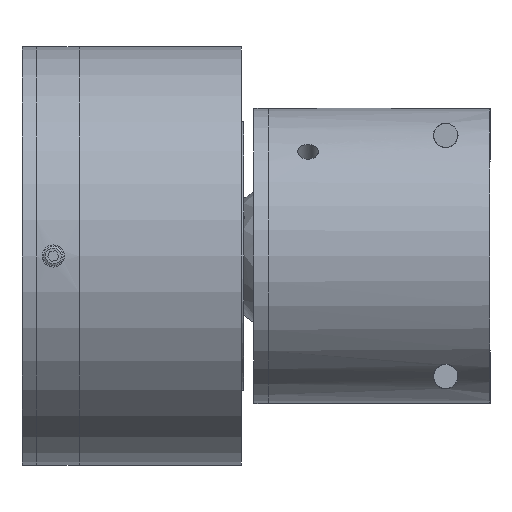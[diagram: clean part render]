
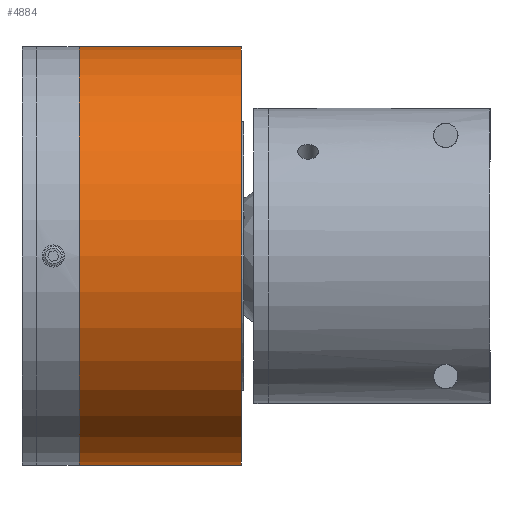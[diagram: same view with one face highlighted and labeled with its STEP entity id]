
A CAD part, front view. The second image highlights one B-rep face of the part: STEP entity #4884.
In plain terms, the highlighted cylindrical face has radius 42.5 mm (diameter 85 mm), a full revolution.
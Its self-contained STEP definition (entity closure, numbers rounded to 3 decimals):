
#298 = DIRECTION ( 'NONE',  ( 0., 0., 1. ) ) ;
#380 = DIRECTION ( 'NONE',  ( 1., 0., 0. ) ) ;
#486 = DIRECTION ( 'NONE',  ( -1., 0., 0. ) ) ;
#1062 = ORIENTED_EDGE ( 'NONE', *, *, #12462, .T. ) ;
#1263 = EDGE_CURVE ( 'NONE', #12653, #12653, #16998, .T. ) ;
#1659 = DIRECTION ( 'NONE',  ( -1., 0., 0. ) ) ;
#1757 = CARTESIAN_POINT ( 'NONE',  ( 8.5, 41.5, 9.165 ) ) ;
#1791 = CIRCLE ( 'NONE', #17370, 42.5 ) ;
#2502 = VERTEX_POINT ( 'NONE', #2699 ) ;
#2699 = CARTESIAN_POINT ( 'NONE',  ( 8.5, 0., 42.5 ) ) ;
#2731 = FACE_BOUND ( 'NONE', #15483, .T. ) ;
#2787 = CARTESIAN_POINT ( 'NONE',  ( 41.5, 0., 42.5 ) ) ;
#3394 = DIRECTION ( 'NONE',  ( -1., 0., 0. ) ) ;
#4884 = ADVANCED_FACE ( 'NONE', ( #2731, #8552, #14377 ), #12976, .T. ) ;
#4896 = EDGE_CURVE ( 'NONE', #13402, #7008, #8664, .T. ) ;
#4955 = DIRECTION ( 'NONE',  ( 0., 0., 1. ) ) ;
#5535 = VECTOR ( 'NONE', #380, 1000. ) ;
#6098 = ORIENTED_EDGE ( 'NONE', *, *, #14369, .F. ) ;
#6107 = CARTESIAN_POINT ( 'NONE',  ( 41.5, 0., 0. ) ) ;
#6167 = CARTESIAN_POINT ( 'NONE',  ( 12.5, 41.5, -9.165 ) ) ;
#7008 = VERTEX_POINT ( 'NONE', #6167 ) ;
#7053 = ORIENTED_EDGE ( 'NONE', *, *, #1263, .T. ) ;
#7392 = DIRECTION ( 'NONE',  ( 1., 0., 0. ) ) ;
#7540 = LINE ( 'NONE', #12136, #5535 ) ;
#7694 = LINE ( 'NONE', #1757, #8423 ) ;
#7742 = CARTESIAN_POINT ( 'NONE',  ( 8.5, 0., 0. ) ) ;
#8423 = VECTOR ( 'NONE', #1659, 1000. ) ;
#8552 = FACE_OUTER_BOUND ( 'NONE', #17967, .T. ) ;
#8664 = CIRCLE ( 'NONE', #13266, 42.5 ) ;
#8809 = CARTESIAN_POINT ( 'NONE',  ( 32.5, 0., 0. ) ) ;
#8917 = DIRECTION ( 'NONE',  ( 0., -1., 0. ) ) ;
#9491 = ORIENTED_EDGE ( 'NONE', *, *, #4896, .T. ) ;
#10372 = DIRECTION ( 'NONE',  ( 0., 0., -1. ) ) ;
#10382 = DIRECTION ( 'NONE',  ( -1., 0., 0. ) ) ;
#10966 = VERTEX_POINT ( 'NONE', #13744 ) ;
#11618 = ORIENTED_EDGE ( 'NONE', *, *, #13882, .T. ) ;
#12115 = DIRECTION ( 'NONE',  ( -1., 0., 0. ) ) ;
#12136 = CARTESIAN_POINT ( 'NONE',  ( 8.5, 41.5, -9.165 ) ) ;
#12462 = EDGE_CURVE ( 'NONE', #7008, #10966, #7540, .T. ) ;
#12653 = VERTEX_POINT ( 'NONE', #2787 ) ;
#12976 = CYLINDRICAL_SURFACE ( 'NONE', #18758, 42.5 ) ;
#13266 = AXIS2_PLACEMENT_3D ( 'NONE', #16199, #3394, #8917 ) ;
#13402 = VERTEX_POINT ( 'NONE', #18630 ) ;
#13515 = DIRECTION ( 'NONE',  ( 0., 0., 1. ) ) ;
#13744 = CARTESIAN_POINT ( 'NONE',  ( 32.5, 41.5, -9.165 ) ) ;
#13882 = EDGE_CURVE ( 'NONE', #10966, #14860, #1791, .T. ) ;
#14193 = EDGE_LOOP ( 'NONE', ( #7053 ) ) ;
#14369 = EDGE_CURVE ( 'NONE', #2502, #2502, #18638, .T. ) ;
#14377 = FACE_OUTER_BOUND ( 'NONE', #14193, .T. ) ;
#14860 = VERTEX_POINT ( 'NONE', #15057 ) ;
#15057 = CARTESIAN_POINT ( 'NONE',  ( 32.5, 41.5, 9.165 ) ) ;
#15144 = AXIS2_PLACEMENT_3D ( 'NONE', #6107, #12115, #4955 ) ;
#15483 = EDGE_LOOP ( 'NONE', ( #11618, #15840, #9491, #1062 ) ) ;
#15840 = ORIENTED_EDGE ( 'NONE', *, *, #18361, .T. ) ;
#16199 = CARTESIAN_POINT ( 'NONE',  ( 12.5, 0., 0. ) ) ;
#16998 = CIRCLE ( 'NONE', #15144, 42.5 ) ;
#17370 = AXIS2_PLACEMENT_3D ( 'NONE', #8809, #7392, #10372 ) ;
#17400 = AXIS2_PLACEMENT_3D ( 'NONE', #7742, #486, #298 ) ;
#17967 = EDGE_LOOP ( 'NONE', ( #6098 ) ) ;
#18361 = EDGE_CURVE ( 'NONE', #14860, #13402, #7694, .T. ) ;
#18630 = CARTESIAN_POINT ( 'NONE',  ( 12.5, 41.5, 9.165 ) ) ;
#18638 = CIRCLE ( 'NONE', #17400, 42.5 ) ;
#18758 = AXIS2_PLACEMENT_3D ( 'NONE', #18801, #10382, #13515 ) ;
#18801 = CARTESIAN_POINT ( 'NONE',  ( 8.5, 0., 0. ) ) ;
